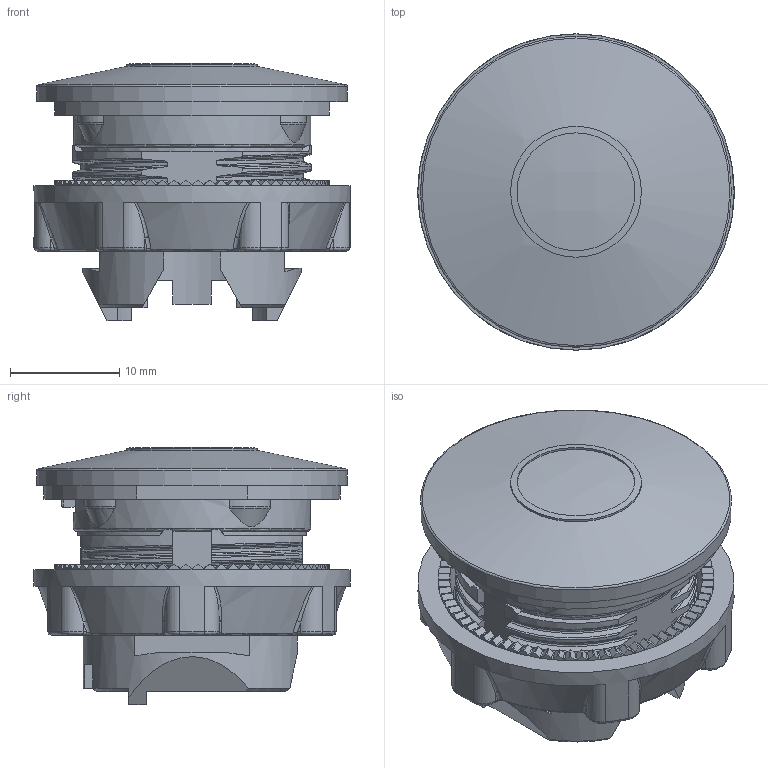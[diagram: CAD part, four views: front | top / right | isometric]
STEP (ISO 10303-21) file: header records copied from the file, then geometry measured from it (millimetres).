
FILE_DESCRIPTION (( 'STEP AP214' ), '1' );
FILE_NAME ('522452.STEP', '2024-06-12T18:52:24', ( '' ), ( '' ), 'SwSTEP 2.0', 'SolidWorks 2023', '' );
FILE_SCHEMA (( 'AUTOMOTIVE_DESIGN' ));
Length unit declared in the file: inch
Products named in the file (1): 522452
Bounding box: 29 x 29 x 23.61 mm (x, y, z)
Volume: 5468.9 mm3; surface area: 5756.1 mm2
Topology: 1 solids, 1 shells, 844 faces, 2426 edges, 1592 vertices
Faces by surface type: plane 402, cylinder 212, bspline 206, cone 24
Full cylindrical faces by diameter (mm): 10.8 x2, 12 x2, 16 x1, 21.75 x1, 22.395 x2, 25.3 x1, 28.5 x1, 29 x1
Entity records: 42001 total; most frequent: CARTESIAN_POINT 23337, ORIENTED_EDGE 4810, DIRECTION 2672, EDGE_CURVE 2405, VERTEX_POINT 1585, B_SPLINE_CURVE_WITH_KNOTS 1120, AXIS2_PLACEMENT_3D 998, EDGE_LOOP 874
